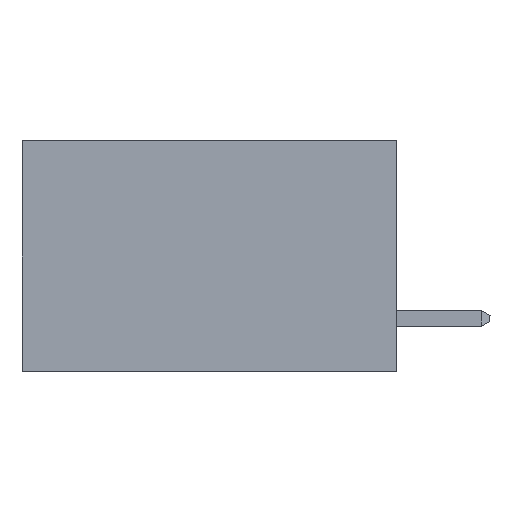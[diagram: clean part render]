
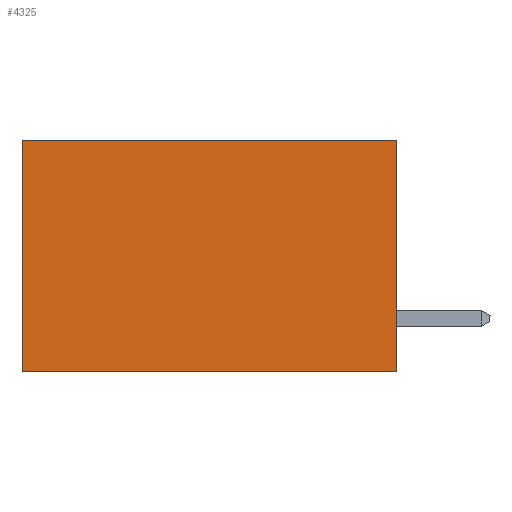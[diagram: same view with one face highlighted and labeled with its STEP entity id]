
A CAD part, left-side view. The second image highlights one B-rep face of the part: STEP entity #4325.
In plain terms, the highlighted planar face has unit normal (-1, 0, 0).
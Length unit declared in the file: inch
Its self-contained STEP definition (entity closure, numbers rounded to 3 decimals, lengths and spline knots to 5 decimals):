
#1171 = VECTOR ( 'NONE', #12161, 39.37008 ) ;
#1783 = EDGE_LOOP ( 'NONE', ( #14835, #3614, #2127, #2525 ) ) ;
#2075 = EDGE_CURVE ( 'NONE', #14455, #8109, #14488, .T. ) ;
#2127 = ORIENTED_EDGE ( 'NONE', *, *, #16734, .F. ) ;
#2525 = ORIENTED_EDGE ( 'NONE', *, *, #8912, .T. ) ;
#2983 = CARTESIAN_POINT ( 'NONE',  ( 0.2615, 0., -0.37 ) ) ;
#3101 = LINE ( 'NONE', #13122, #18701 ) ;
#3448 = AXIS2_PLACEMENT_3D ( 'NONE', #11693, #10988, #11442 ) ;
#3614 = ORIENTED_EDGE ( 'NONE', *, *, #2075, .F. ) ;
#4325 = ADVANCED_FACE ( 'NONE', ( #6029 ), #12082, .F. ) ;
#5255 = CARTESIAN_POINT ( 'NONE',  ( 0.2615, 0.6, -0.37 ) ) ;
#5532 = LINE ( 'NONE', #15943, #13178 ) ;
#5905 = VECTOR ( 'NONE', #12744, 39.37008 ) ;
#6029 = FACE_OUTER_BOUND ( 'NONE', #1783, .T. ) ;
#7694 = VERTEX_POINT ( 'NONE', #14452 ) ;
#8109 = VERTEX_POINT ( 'NONE', #5255 ) ;
#8346 = LINE ( 'NONE', #2983, #1171 ) ;
#8912 = EDGE_CURVE ( 'NONE', #7694, #13031, #5532, .T. ) ;
#9586 = EDGE_CURVE ( 'NONE', #13031, #8109, #3101, .T. ) ;
#10559 = CARTESIAN_POINT ( 'NONE',  ( 0.2615, 0.6, 0. ) ) ;
#10988 = DIRECTION ( 'NONE',  ( 1., 0., 0. ) ) ;
#11442 = DIRECTION ( 'NONE',  ( 0., 0., -1. ) ) ;
#11693 = CARTESIAN_POINT ( 'NONE',  ( 0.2615, 0., -0.37 ) ) ;
#12082 = PLANE ( 'NONE',  #3448 ) ;
#12161 = DIRECTION ( 'NONE',  ( 0., 0., -1. ) ) ;
#12203 = CARTESIAN_POINT ( 'NONE',  ( 0.2615, 0., -0.37 ) ) ;
#12465 = CARTESIAN_POINT ( 'NONE',  ( 0.2615, 0., -0.37 ) ) ;
#12744 = DIRECTION ( 'NONE',  ( 0., 1., 0. ) ) ;
#13031 = VERTEX_POINT ( 'NONE', #10559 ) ;
#13122 = CARTESIAN_POINT ( 'NONE',  ( 0.2615, 0.6, -0.37 ) ) ;
#13178 = VECTOR ( 'NONE', #16535, 39.37008 ) ;
#14452 = CARTESIAN_POINT ( 'NONE',  ( 0.2615, 0., 0. ) ) ;
#14455 = VERTEX_POINT ( 'NONE', #12465 ) ;
#14488 = LINE ( 'NONE', #12203, #5905 ) ;
#14758 = DIRECTION ( 'NONE',  ( 0., 0., -1. ) ) ;
#14835 = ORIENTED_EDGE ( 'NONE', *, *, #9586, .T. ) ;
#15943 = CARTESIAN_POINT ( 'NONE',  ( 0.2615, 0., 0. ) ) ;
#16535 = DIRECTION ( 'NONE',  ( 0., 1., 0. ) ) ;
#16734 = EDGE_CURVE ( 'NONE', #7694, #14455, #8346, .T. ) ;
#18701 = VECTOR ( 'NONE', #14758, 39.37008 ) ;
